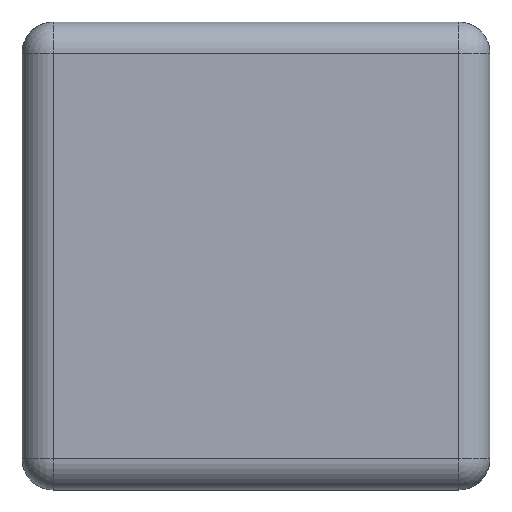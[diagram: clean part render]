
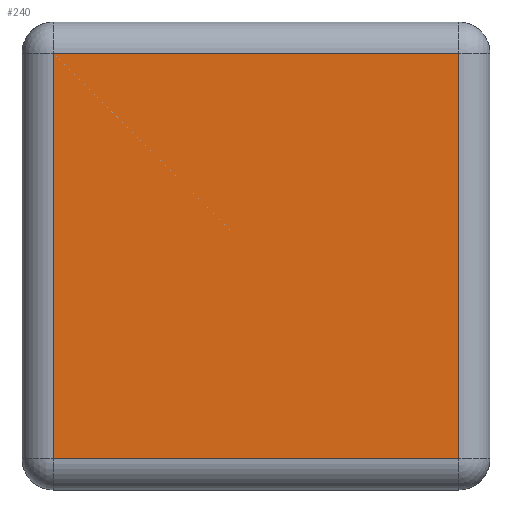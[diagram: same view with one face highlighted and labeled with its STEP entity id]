
A CAD part, left-side view. The second image highlights one B-rep face of the part: STEP entity #240.
In plain terms, the highlighted planar face has unit normal (-1, 0, 0).
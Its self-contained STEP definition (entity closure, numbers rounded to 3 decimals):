
#11 = AXIS2_PLACEMENT_3D ( 'NONE', #354, #92, #73 ) ;
#45 = CARTESIAN_POINT ( 'NONE',  ( -1.7, -0.78, 1.68 ) ) ;
#73 = DIRECTION ( 'NONE',  ( 0., 0., 1. ) ) ;
#91 = VECTOR ( 'NONE', #722, 1000. ) ;
#92 = DIRECTION ( 'NONE',  ( -1., 0., 0. ) ) ;
#119 = DIRECTION ( 'NONE',  ( 0., 0., 1. ) ) ;
#132 = VERTEX_POINT ( 'NONE', #45 ) ;
#240 = ADVANCED_FACE ( 'NONE', ( #886 ), #893, .T. ) ;
#280 = CARTESIAN_POINT ( 'NONE',  ( -1.7, 0.78, 1.68 ) ) ;
#332 = CARTESIAN_POINT ( 'NONE',  ( -1.7, 0.78, 0.12 ) ) ;
#352 = CARTESIAN_POINT ( 'NONE',  ( -1.7, -0.78, 0.12 ) ) ;
#354 = CARTESIAN_POINT ( 'NONE',  ( -1.7, -0.9, 0. ) ) ;
#397 = VECTOR ( 'NONE', #564, 1000. ) ;
#462 = LINE ( 'NONE', #896, #397 ) ;
#525 = EDGE_CURVE ( 'NONE', #626, #1323, #533, .T. ) ;
#533 = LINE ( 'NONE', #950, #1223 ) ;
#564 = DIRECTION ( 'NONE',  ( 0., 1., 0. ) ) ;
#585 = ORIENTED_EDGE ( 'NONE', *, *, #1180, .T. ) ;
#607 = ORIENTED_EDGE ( 'NONE', *, *, #621, .T. ) ;
#621 = EDGE_CURVE ( 'NONE', #132, #688, #462, .T. ) ;
#626 = VERTEX_POINT ( 'NONE', #352 ) ;
#644 = CARTESIAN_POINT ( 'NONE',  ( -1.7, 0.78, 0.12 ) ) ;
#688 = VERTEX_POINT ( 'NONE', #280 ) ;
#722 = DIRECTION ( 'NONE',  ( 0., 0., 1. ) ) ;
#760 = ORIENTED_EDGE ( 'NONE', *, *, #525, .F. ) ;
#886 = FACE_OUTER_BOUND ( 'NONE', #1106, .T. ) ;
#893 = PLANE ( 'NONE',  #11 ) ;
#896 = CARTESIAN_POINT ( 'NONE',  ( -1.7, -0.78, 1.68 ) ) ;
#938 = LINE ( 'NONE', #1043, #91 ) ;
#950 = CARTESIAN_POINT ( 'NONE',  ( -1.7, -0.78, 0.12 ) ) ;
#960 = ORIENTED_EDGE ( 'NONE', *, *, #1309, .F. ) ;
#1027 = VECTOR ( 'NONE', #119, 1000. ) ;
#1043 = CARTESIAN_POINT ( 'NONE',  ( -1.7, -0.78, 0.12 ) ) ;
#1106 = EDGE_LOOP ( 'NONE', ( #607, #960, #760, #585 ) ) ;
#1180 = EDGE_CURVE ( 'NONE', #626, #132, #938, .T. ) ;
#1183 = LINE ( 'NONE', #644, #1027 ) ;
#1223 = VECTOR ( 'NONE', #1380, 1000. ) ;
#1309 = EDGE_CURVE ( 'NONE', #1323, #688, #1183, .T. ) ;
#1323 = VERTEX_POINT ( 'NONE', #332 ) ;
#1380 = DIRECTION ( 'NONE',  ( 0., 1., 0. ) ) ;
